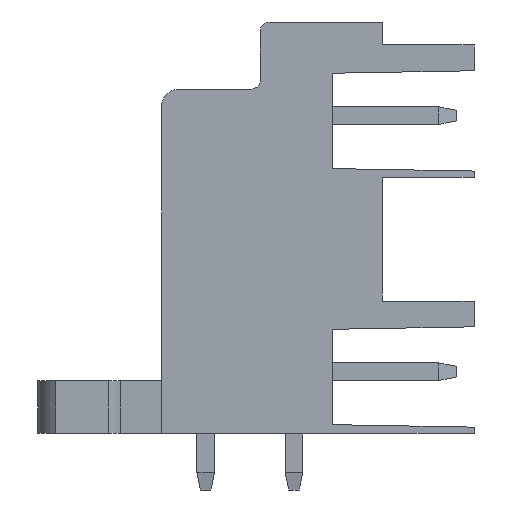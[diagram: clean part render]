
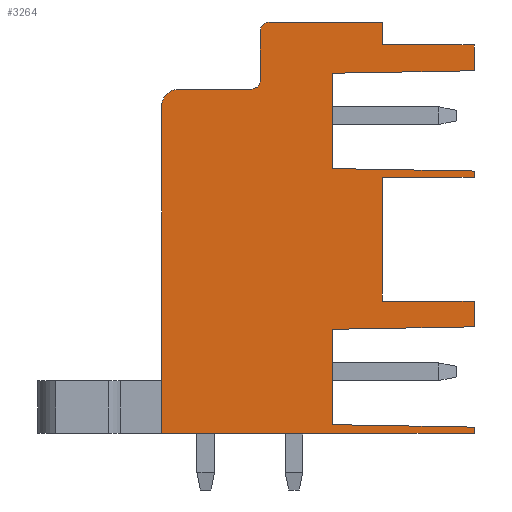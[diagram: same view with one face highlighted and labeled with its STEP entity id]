
A CAD part, left-side view. The second image highlights one B-rep face of the part: STEP entity #3264.
In plain terms, the highlighted planar face has unit normal (-1, 0, 0).
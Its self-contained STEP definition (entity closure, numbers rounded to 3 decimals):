
#1620=AXIS2_PLACEMENT_3D('Circle Axis2P3D',#1618,#1619,$) ;
#1682=AXIS2_PLACEMENT_3D('Circle Axis2P3D',#1680,#1681,$) ;
#1744=AXIS2_PLACEMENT_3D('Circle Axis2P3D',#1742,#1743,$) ;
#3237=AXIS2_PLACEMENT_3D('Plane Axis2P3D',#3234,#3235,#3236) ;
#49=CARTESIAN_POINT('Vertex',(0.,0.,3.56)) ;
#52=CARTESIAN_POINT('Line Origine',(0.,0.,3.38)) ;
#56=CARTESIAN_POINT('Vertex',(0.,0.,3.2)) ;
#87=CARTESIAN_POINT('Vertex',(0.,8.,3.7)) ;
#90=CARTESIAN_POINT('Line Origine',(0.,4.,3.63)) ;
#118=CARTESIAN_POINT('Vertex',(0.,8.,9.1)) ;
#121=CARTESIAN_POINT('Line Origine',(0.,8.,6.4)) ;
#693=CARTESIAN_POINT('Vertex',(0.,0.,9.24)) ;
#696=CARTESIAN_POINT('Line Origine',(0.,4.,9.17)) ;
#719=CARTESIAN_POINT('Vertex',(0.,0.,10.7)) ;
#722=CARTESIAN_POINT('Line Origine',(0.,0.,9.97)) ;
#750=CARTESIAN_POINT('Vertex',(0.,5.2,10.7)) ;
#753=CARTESIAN_POINT('Line Origine',(0.,2.6,10.7)) ;
#781=CARTESIAN_POINT('Vertex',(0.,5.2,17.7)) ;
#784=CARTESIAN_POINT('Line Origine',(0.,5.2,14.2)) ;
#812=CARTESIAN_POINT('Vertex',(0.,0.,17.7)) ;
#815=CARTESIAN_POINT('Line Origine',(0.,2.6,17.7)) ;
#838=CARTESIAN_POINT('Vertex',(0.,0.,18.06)) ;
#841=CARTESIAN_POINT('Line Origine',(0.,0.,17.88)) ;
#869=CARTESIAN_POINT('Vertex',(0.,8.,18.2)) ;
#872=CARTESIAN_POINT('Line Origine',(0.,4.,18.13)) ;
#895=CARTESIAN_POINT('Vertex',(0.,8.,23.6)) ;
#898=CARTESIAN_POINT('Line Origine',(0.,8.,20.9)) ;
#1470=CARTESIAN_POINT('Vertex',(0.,0.,23.74)) ;
#1473=CARTESIAN_POINT('Line Origine',(0.,4.,23.67)) ;
#1496=CARTESIAN_POINT('Vertex',(0.,0.,25.2)) ;
#1499=CARTESIAN_POINT('Line Origine',(0.,0.,24.47)) ;
#1527=CARTESIAN_POINT('Vertex',(0.,5.2,25.2)) ;
#1530=CARTESIAN_POINT('Line Origine',(0.,2.6,25.2)) ;
#1553=CARTESIAN_POINT('Vertex',(0.,5.2,26.5)) ;
#1556=CARTESIAN_POINT('Line Origine',(0.,5.2,25.85)) ;
#1584=CARTESIAN_POINT('Vertex',(0.,11.6,26.5)) ;
#1587=CARTESIAN_POINT('Line Origine',(0.,8.4,26.5)) ;
#1615=CARTESIAN_POINT('Vertex',(0.,12.1,26.)) ;
#1618=CARTESIAN_POINT('Axis2P3D Location',(0.,11.6,26.)) ;
#1646=CARTESIAN_POINT('Vertex',(0.,12.1,23.2)) ;
#1649=CARTESIAN_POINT('Line Origine',(0.,12.1,24.6)) ;
#1677=CARTESIAN_POINT('Vertex',(0.,12.6,22.7)) ;
#1680=CARTESIAN_POINT('Axis2P3D Location',(0.,12.6,23.2)) ;
#1708=CARTESIAN_POINT('Vertex',(0.,16.7,22.7)) ;
#1711=CARTESIAN_POINT('Line Origine',(0.,14.65,22.7)) ;
#1739=CARTESIAN_POINT('Vertex',(0.,17.7,21.7)) ;
#1742=CARTESIAN_POINT('Axis2P3D Location',(0.,16.7,21.7)) ;
#1821=CARTESIAN_POINT('Vertex',(0.,17.7,3.2)) ;
#1824=CARTESIAN_POINT('Line Origine',(0.,17.7,12.45)) ;
#1891=CARTESIAN_POINT('Line Origine',(0.,8.85,3.2)) ;
#3234=CARTESIAN_POINT('Axis2P3D Location',(0.,0.,0.)) ;
#53=DIRECTION('Vector Direction',(0.,0.,-1.)) ;
#91=DIRECTION('Vector Direction',(0.,-1.,-0.017)) ;
#122=DIRECTION('Vector Direction',(0.,0.,-1.)) ;
#697=DIRECTION('Vector Direction',(0.,1.,-0.017)) ;
#723=DIRECTION('Vector Direction',(0.,0.,-1.)) ;
#754=DIRECTION('Vector Direction',(0.,-1.,0.)) ;
#785=DIRECTION('Vector Direction',(0.,0.,-1.)) ;
#816=DIRECTION('Vector Direction',(0.,1.,0.)) ;
#842=DIRECTION('Vector Direction',(0.,0.,-1.)) ;
#873=DIRECTION('Vector Direction',(0.,-1.,-0.017)) ;
#899=DIRECTION('Vector Direction',(0.,0.,-1.)) ;
#1474=DIRECTION('Vector Direction',(0.,1.,-0.017)) ;
#1500=DIRECTION('Vector Direction',(0.,0.,-1.)) ;
#1531=DIRECTION('Vector Direction',(0.,-1.,0.)) ;
#1557=DIRECTION('Vector Direction',(0.,0.,-1.)) ;
#1588=DIRECTION('Vector Direction',(0.,-1.,0.)) ;
#1619=DIRECTION('Axis2P3D Direction',(-1.,0.,0.)) ;
#1650=DIRECTION('Vector Direction',(0.,0.,1.)) ;
#1681=DIRECTION('Axis2P3D Direction',(-1.,0.,0.)) ;
#1712=DIRECTION('Vector Direction',(0.,-1.,0.)) ;
#1743=DIRECTION('Axis2P3D Direction',(-1.,0.,0.)) ;
#1825=DIRECTION('Vector Direction',(0.,0.,1.)) ;
#1892=DIRECTION('Vector Direction',(0.,1.,0.)) ;
#3235=DIRECTION('Axis2P3D Direction',(-1.,0.,0.)) ;
#3236=DIRECTION('Axis2P3D XDirection',(0.,-1.,0.)) ;
#54=VECTOR('Line Direction',#53,1.) ;
#92=VECTOR('Line Direction',#91,1.) ;
#123=VECTOR('Line Direction',#122,1.) ;
#698=VECTOR('Line Direction',#697,1.) ;
#724=VECTOR('Line Direction',#723,1.) ;
#755=VECTOR('Line Direction',#754,1.) ;
#786=VECTOR('Line Direction',#785,1.) ;
#817=VECTOR('Line Direction',#816,1.) ;
#843=VECTOR('Line Direction',#842,1.) ;
#874=VECTOR('Line Direction',#873,1.) ;
#900=VECTOR('Line Direction',#899,1.) ;
#1475=VECTOR('Line Direction',#1474,1.) ;
#1501=VECTOR('Line Direction',#1500,1.) ;
#1532=VECTOR('Line Direction',#1531,1.) ;
#1558=VECTOR('Line Direction',#1557,1.) ;
#1589=VECTOR('Line Direction',#1588,1.) ;
#1651=VECTOR('Line Direction',#1650,1.) ;
#1713=VECTOR('Line Direction',#1712,1.) ;
#1826=VECTOR('Line Direction',#1825,1.) ;
#1893=VECTOR('Line Direction',#1892,1.) ;
#3240=ORIENTED_EDGE('',*,*,#58,.T.) ;
#3241=ORIENTED_EDGE('',*,*,#94,.T.) ;
#3242=ORIENTED_EDGE('',*,*,#125,.T.) ;
#3243=ORIENTED_EDGE('',*,*,#700,.T.) ;
#3244=ORIENTED_EDGE('',*,*,#726,.T.) ;
#3245=ORIENTED_EDGE('',*,*,#757,.T.) ;
#3246=ORIENTED_EDGE('',*,*,#788,.T.) ;
#3247=ORIENTED_EDGE('',*,*,#819,.T.) ;
#3248=ORIENTED_EDGE('',*,*,#845,.T.) ;
#3249=ORIENTED_EDGE('',*,*,#876,.T.) ;
#3250=ORIENTED_EDGE('',*,*,#902,.T.) ;
#3251=ORIENTED_EDGE('',*,*,#1477,.T.) ;
#3252=ORIENTED_EDGE('',*,*,#1503,.T.) ;
#3253=ORIENTED_EDGE('',*,*,#1534,.T.) ;
#3254=ORIENTED_EDGE('',*,*,#1560,.T.) ;
#3255=ORIENTED_EDGE('',*,*,#1591,.T.) ;
#3256=ORIENTED_EDGE('',*,*,#1622,.T.) ;
#3257=ORIENTED_EDGE('',*,*,#1653,.T.) ;
#3258=ORIENTED_EDGE('',*,*,#1684,.T.) ;
#3259=ORIENTED_EDGE('',*,*,#1715,.T.) ;
#3260=ORIENTED_EDGE('',*,*,#1746,.T.) ;
#3261=ORIENTED_EDGE('',*,*,#1828,.T.) ;
#3262=ORIENTED_EDGE('',*,*,#1895,.T.) ;
#3264=ADVANCED_FACE('Housing',(#3263),#3238,.T.) ;
#1621=CIRCLE('generated circle',#1620,0.5) ;
#1683=CIRCLE('generated circle',#1682,0.5) ;
#1745=CIRCLE('generated circle',#1744,1.) ;
#58=EDGE_CURVE('',#57,#50,#55,.F.) ;
#94=EDGE_CURVE('',#50,#88,#93,.F.) ;
#125=EDGE_CURVE('',#88,#119,#124,.F.) ;
#700=EDGE_CURVE('',#119,#694,#699,.F.) ;
#726=EDGE_CURVE('',#694,#720,#725,.F.) ;
#757=EDGE_CURVE('',#720,#751,#756,.F.) ;
#788=EDGE_CURVE('',#751,#782,#787,.F.) ;
#819=EDGE_CURVE('',#782,#813,#818,.F.) ;
#845=EDGE_CURVE('',#813,#839,#844,.F.) ;
#876=EDGE_CURVE('',#839,#870,#875,.F.) ;
#902=EDGE_CURVE('',#870,#896,#901,.F.) ;
#1477=EDGE_CURVE('',#896,#1471,#1476,.F.) ;
#1503=EDGE_CURVE('',#1471,#1497,#1502,.F.) ;
#1534=EDGE_CURVE('',#1497,#1528,#1533,.F.) ;
#1560=EDGE_CURVE('',#1528,#1554,#1559,.F.) ;
#1591=EDGE_CURVE('',#1554,#1585,#1590,.F.) ;
#1622=EDGE_CURVE('',#1585,#1616,#1621,.T.) ;
#1653=EDGE_CURVE('',#1616,#1647,#1652,.F.) ;
#1684=EDGE_CURVE('',#1647,#1678,#1683,.F.) ;
#1715=EDGE_CURVE('',#1678,#1709,#1714,.F.) ;
#1746=EDGE_CURVE('',#1709,#1740,#1745,.T.) ;
#1828=EDGE_CURVE('',#1740,#1822,#1827,.F.) ;
#1895=EDGE_CURVE('',#1822,#57,#1894,.F.) ;
#3239=EDGE_LOOP('',(#3240,#3241,#3242,#3243,#3244,#3245,#3246,#3247,#3248,#3249,#3250,#3251,#3252,#3253,#3254,#3255,#3256,#3257,#3258,#3259,#3260,#3261,#3262)) ;
#3263=FACE_OUTER_BOUND('',#3239,.T.) ;
#55=LINE('Line',#52,#54) ;
#93=LINE('Line',#90,#92) ;
#124=LINE('Line',#121,#123) ;
#699=LINE('Line',#696,#698) ;
#725=LINE('Line',#722,#724) ;
#756=LINE('Line',#753,#755) ;
#787=LINE('Line',#784,#786) ;
#818=LINE('Line',#815,#817) ;
#844=LINE('Line',#841,#843) ;
#875=LINE('Line',#872,#874) ;
#901=LINE('Line',#898,#900) ;
#1476=LINE('Line',#1473,#1475) ;
#1502=LINE('Line',#1499,#1501) ;
#1533=LINE('Line',#1530,#1532) ;
#1559=LINE('Line',#1556,#1558) ;
#1590=LINE('Line',#1587,#1589) ;
#1652=LINE('Line',#1649,#1651) ;
#1714=LINE('Line',#1711,#1713) ;
#1827=LINE('Line',#1824,#1826) ;
#1894=LINE('Line',#1891,#1893) ;
#3238=PLANE('',#3237) ;
#50=VERTEX_POINT('',#49) ;
#57=VERTEX_POINT('',#56) ;
#88=VERTEX_POINT('',#87) ;
#119=VERTEX_POINT('',#118) ;
#694=VERTEX_POINT('',#693) ;
#720=VERTEX_POINT('',#719) ;
#751=VERTEX_POINT('',#750) ;
#782=VERTEX_POINT('',#781) ;
#813=VERTEX_POINT('',#812) ;
#839=VERTEX_POINT('',#838) ;
#870=VERTEX_POINT('',#869) ;
#896=VERTEX_POINT('',#895) ;
#1471=VERTEX_POINT('',#1470) ;
#1497=VERTEX_POINT('',#1496) ;
#1528=VERTEX_POINT('',#1527) ;
#1554=VERTEX_POINT('',#1553) ;
#1585=VERTEX_POINT('',#1584) ;
#1616=VERTEX_POINT('',#1615) ;
#1647=VERTEX_POINT('',#1646) ;
#1678=VERTEX_POINT('',#1677) ;
#1709=VERTEX_POINT('',#1708) ;
#1740=VERTEX_POINT('',#1739) ;
#1822=VERTEX_POINT('',#1821) ;
